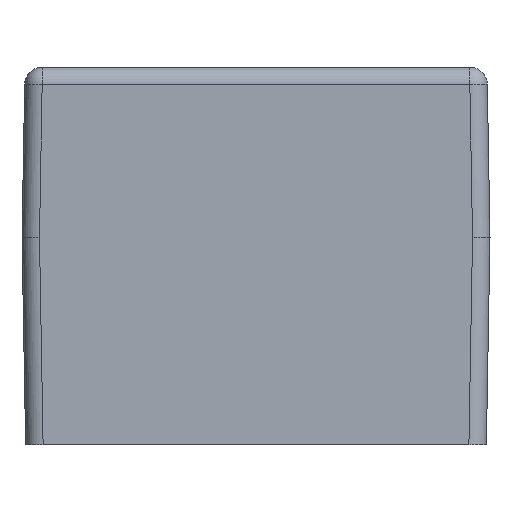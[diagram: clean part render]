
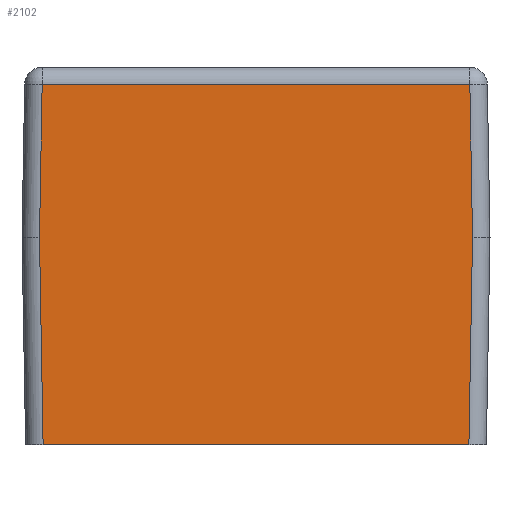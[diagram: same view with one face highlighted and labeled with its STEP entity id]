
A CAD part, left-side view. The second image highlights one B-rep face of the part: STEP entity #2102.
In plain terms, the highlighted planar face has unit normal (-1, 0, 0).
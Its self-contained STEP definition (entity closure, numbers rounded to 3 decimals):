
#1141=FACE_OUTER_BOUND('',#4285,.T.);
#2102=ADVANCED_FACE('',(#1141),#3084,.F.);
#3084=PLANE('',#19717);
#4285=EDGE_LOOP('',(#6229,#6230,#6231,#6232,#6233,#6234));
#6229=ORIENTED_EDGE('',*,*,#13154,.F.);
#6230=ORIENTED_EDGE('',*,*,#13155,.F.);
#6231=ORIENTED_EDGE('',*,*,#13156,.F.);
#6232=ORIENTED_EDGE('',*,*,#13111,.T.);
#6233=ORIENTED_EDGE('',*,*,#13138,.F.);
#6234=ORIENTED_EDGE('',*,*,#13107,.T.);
#11328=VERTEX_POINT('',#26917);
#11329=VERTEX_POINT('',#26918);
#11330=VERTEX_POINT('',#26923);
#11331=VERTEX_POINT('',#26925);
#11348=VERTEX_POINT('',#27014);
#11349=VERTEX_POINT('',#27016);
#13107=EDGE_CURVE('',#11328,#11329,#15708,.T.);
#13111=EDGE_CURVE('',#11331,#11330,#15709,.T.);
#13138=EDGE_CURVE('',#11328,#11330,#15722,.T.);
#13154=EDGE_CURVE('',#11348,#11329,#15729,.T.);
#13155=EDGE_CURVE('',#11349,#11348,#15730,.T.);
#13156=EDGE_CURVE('',#11331,#11349,#15731,.T.);
#15708=LINE('',#26916,#17864);
#15709=LINE('',#26924,#17865);
#15722=LINE('',#26977,#17878);
#15729=LINE('',#27013,#17885);
#15730=LINE('',#27015,#17886);
#15731=LINE('',#27017,#17887);
#17864=VECTOR('',#21451,1.);
#17865=VECTOR('',#21460,1.);
#17878=VECTOR('',#21535,1.);
#17885=VECTOR('',#21584,1.);
#17886=VECTOR('',#21585,1.);
#17887=VECTOR('',#21586,1.);
#19717=AXIS2_PLACEMENT_3D('',#27018,#21587,#21588);
#21451=DIRECTION('',(0.,0.017,-1.));
#21460=DIRECTION('',(0.,0.017,1.));
#21535=DIRECTION('',(0.,-1.,0.));
#21584=DIRECTION('',(0.,0.017,1.));
#21585=DIRECTION('',(0.,1.,0.));
#21586=DIRECTION('',(0.,0.017,-1.));
#21587=DIRECTION('',(1.,0.,0.));
#21588=DIRECTION('',(0.,0.,1.));
#26916=CARTESIAN_POINT('',(-487.148,100.104,24.383));
#26917=CARTESIAN_POINT('',(-487.148,100.126,23.12));
#26918=CARTESIAN_POINT('',(-487.148,100.278,14.421));
#26923=CARTESIAN_POINT('',(-487.148,75.77,23.12));
#26924=CARTESIAN_POINT('',(-487.148,75.787,24.097));
#26925=CARTESIAN_POINT('',(-487.148,75.619,14.421));
#26977=CARTESIAN_POINT('',(-487.148,101.104,23.12));
#27013=CARTESIAN_POINT('',(-487.148,100.34,17.954));
#27014=CARTESIAN_POINT('',(-487.148,100.072,2.615));
#27015=CARTESIAN_POINT('',(-487.148,22.229,2.615));
#27016=CARTESIAN_POINT('',(-487.148,75.825,2.615));
#27017=CARTESIAN_POINT('',(-487.148,75.566,17.454));
#27018=CARTESIAN_POINT('',(-487.148,102.273,17.921));
